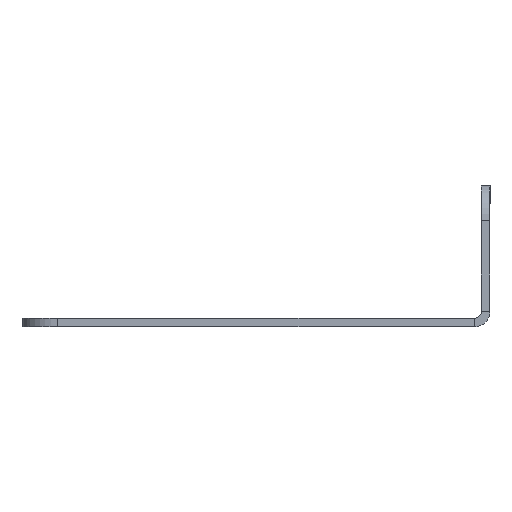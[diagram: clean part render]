
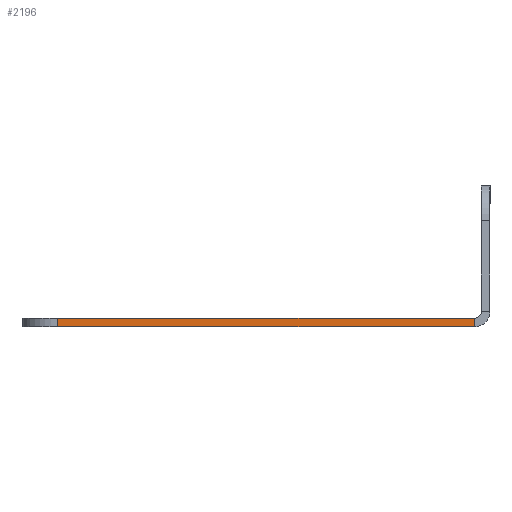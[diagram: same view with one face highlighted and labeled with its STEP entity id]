
A CAD part, left-side view. The second image highlights one B-rep face of the part: STEP entity #2196.
In plain terms, the highlighted planar face has unit normal (-1, 0, 0).
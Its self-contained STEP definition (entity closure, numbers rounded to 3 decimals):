
#88 = DIRECTION ( 'NONE',  ( 0., -1., 0. ) ) ;
#141 = EDGE_CURVE ( 'NONE', #3297, #2496, #1578, .T. ) ;
#165 = ORIENTED_EDGE ( 'NONE', *, *, #3324, .T. ) ;
#288 = CARTESIAN_POINT ( 'NONE',  ( -136.5, -31.9, -1.2 ) ) ;
#352 = DIRECTION ( 'NONE',  ( -1., 0., 0. ) ) ;
#365 = CARTESIAN_POINT ( 'NONE',  ( -136.5, 31.9, -1.2 ) ) ;
#581 = FACE_OUTER_BOUND ( 'NONE', #2070, .T. ) ;
#668 = VECTOR ( 'NONE', #1493, 1000. ) ;
#825 = ORIENTED_EDGE ( 'NONE', *, *, #2312, .T. ) ;
#836 = DIRECTION ( 'NONE',  ( 0., 0., 1. ) ) ;
#903 = CARTESIAN_POINT ( 'NONE',  ( -136.5, 26.9, -1.2 ) ) ;
#916 = VECTOR ( 'NONE', #836, 1000. ) ;
#964 = VECTOR ( 'NONE', #88, 1000. ) ;
#1073 = CARTESIAN_POINT ( 'NONE',  ( -136.5, 26.9, -1.2 ) ) ;
#1475 = LINE ( 'NONE', #288, #916 ) ;
#1484 = LINE ( 'NONE', #2726, #964 ) ;
#1493 = DIRECTION ( 'NONE',  ( 0., 0., -1. ) ) ;
#1548 = CARTESIAN_POINT ( 'NONE',  ( -136.5, -31.9, 0. ) ) ;
#1578 = LINE ( 'NONE', #365, #2047 ) ;
#1617 = ORIENTED_EDGE ( 'NONE', *, *, #1906, .F. ) ;
#1906 = EDGE_CURVE ( 'NONE', #3316, #3121, #1484, .T. ) ;
#1932 = CARTESIAN_POINT ( 'NONE',  ( -136.5, 26.9, 0. ) ) ;
#1987 = CARTESIAN_POINT ( 'NONE',  ( -136.5, 31.9, -1.2 ) ) ;
#2017 = AXIS2_PLACEMENT_3D ( 'NONE', #1987, #352, #3372 ) ;
#2047 = VECTOR ( 'NONE', #2281, 1000. ) ;
#2070 = EDGE_LOOP ( 'NONE', ( #1617, #825, #2214, #165 ) ) ;
#2196 = ADVANCED_FACE ( 'NONE', ( #581 ), #2548, .T. ) ;
#2213 = LINE ( 'NONE', #903, #668 ) ;
#2214 = ORIENTED_EDGE ( 'NONE', *, *, #141, .T. ) ;
#2281 = DIRECTION ( 'NONE',  ( 0., -1., 0. ) ) ;
#2312 = EDGE_CURVE ( 'NONE', #3316, #3297, #2213, .T. ) ;
#2496 = VERTEX_POINT ( 'NONE', #3178 ) ;
#2548 = PLANE ( 'NONE',  #2017 ) ;
#2726 = CARTESIAN_POINT ( 'NONE',  ( -136.5, 31.9, 0. ) ) ;
#3121 = VERTEX_POINT ( 'NONE', #1548 ) ;
#3178 = CARTESIAN_POINT ( 'NONE',  ( -136.5, -31.9, -1.2 ) ) ;
#3297 = VERTEX_POINT ( 'NONE', #1073 ) ;
#3316 = VERTEX_POINT ( 'NONE', #1932 ) ;
#3324 = EDGE_CURVE ( 'NONE', #2496, #3121, #1475, .T. ) ;
#3372 = DIRECTION ( 'NONE',  ( 0., 0., 1. ) ) ;
